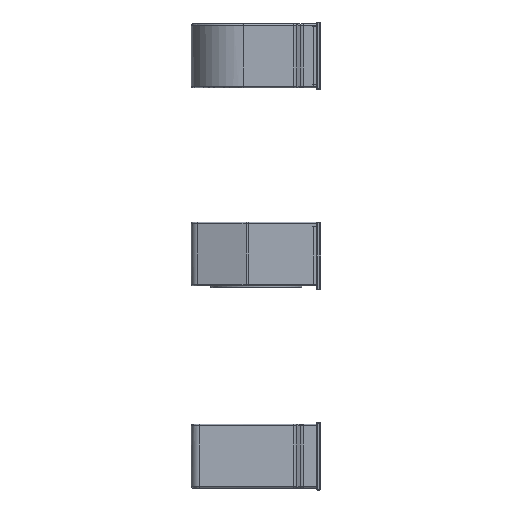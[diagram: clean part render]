
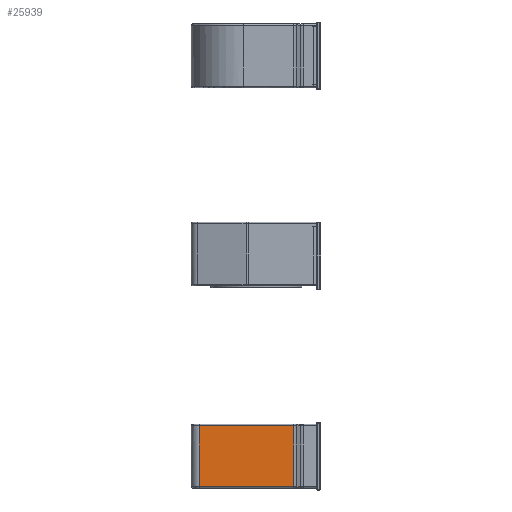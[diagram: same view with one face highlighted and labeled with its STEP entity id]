
A CAD part, left-side view. The second image highlights one B-rep face of the part: STEP entity #25939.
In plain terms, the highlighted free-form (B-spline) face has degree [1, 1] with [2, 2] control points.
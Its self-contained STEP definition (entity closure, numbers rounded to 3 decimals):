
#25939 = ADVANCED_FACE('',(#25940),#25970,.T.);
#25940 = FACE_BOUND('',#25941,.T.);
#25941 = EDGE_LOOP('',(#25942,#25951,#25958,#25965));
#25942 = ORIENTED_EDGE('',*,*,#25943,.T.);
#25943 = EDGE_CURVE('',#25944,#25946,#25948,.T.);
#25944 = VERTEX_POINT('',#25945);
#25945 = CARTESIAN_POINT('',(-37.888,87.434,
    22.344));
#25946 = VERTEX_POINT('',#25947);
#25947 = CARTESIAN_POINT('',(-37.888,18.124,
    22.344));
#25948 = B_SPLINE_CURVE_WITH_KNOTS('',1,(#25949,#25950),.UNSPECIFIED.,
  .F.,.F.,(2,2),(0.,71.345),.PIECEWISE_BEZIER_KNOTS.);
#25949 = CARTESIAN_POINT('',(-37.888,87.434,
    22.344));
#25950 = CARTESIAN_POINT('',(-37.888,18.124,
    22.344));
#25951 = ORIENTED_EDGE('',*,*,#25952,.T.);
#25952 = EDGE_CURVE('',#25946,#25953,#25955,.T.);
#25953 = VERTEX_POINT('',#25954);
#25954 = CARTESIAN_POINT('',(-37.888,18.124,
    -22.344));
#25955 = B_SPLINE_CURVE_WITH_KNOTS('',1,(#25956,#25957),.UNSPECIFIED.,
  .F.,.F.,(2,2),(0.,46.),.PIECEWISE_BEZIER_KNOTS.);
#25956 = CARTESIAN_POINT('',(-37.888,18.124,
    22.344));
#25957 = CARTESIAN_POINT('',(-37.888,18.124,
    -22.344));
#25958 = ORIENTED_EDGE('',*,*,#25959,.T.);
#25959 = EDGE_CURVE('',#25953,#25960,#25962,.T.);
#25960 = VERTEX_POINT('',#25961);
#25961 = CARTESIAN_POINT('',(-37.888,87.434,
    -22.344));
#25962 = B_SPLINE_CURVE_WITH_KNOTS('',1,(#25963,#25964),.UNSPECIFIED.,
  .F.,.F.,(2,2),(0.,71.345),.PIECEWISE_BEZIER_KNOTS.);
#25963 = CARTESIAN_POINT('',(-37.888,18.124,
    -22.344));
#25964 = CARTESIAN_POINT('',(-37.888,87.434,
    -22.344));
#25965 = ORIENTED_EDGE('',*,*,#25966,.T.);
#25966 = EDGE_CURVE('',#25960,#25944,#25967,.T.);
#25967 = B_SPLINE_CURVE_WITH_KNOTS('',1,(#25968,#25969),.UNSPECIFIED.,
  .F.,.F.,(2,2),(0.,46.),.PIECEWISE_BEZIER_KNOTS.);
#25968 = CARTESIAN_POINT('',(-37.888,87.434,
    -22.344));
#25969 = CARTESIAN_POINT('',(-37.888,87.434,
    22.344));
#25970 = B_SPLINE_SURFACE_WITH_KNOTS('',1,1,(
    (#25971,#25972)
    ,(#25973,#25974
    )),.UNSPECIFIED.,.F.,.F.,.F.,(2,2),(2,2),(0.,1.),(0.,1.),
  .PIECEWISE_BEZIER_KNOTS.);
#25971 = CARTESIAN_POINT('',(-37.888,18.124,
    -22.344));
#25972 = CARTESIAN_POINT('',(-37.888,18.124,
    22.344));
#25973 = CARTESIAN_POINT('',(-37.888,87.434,
    -22.344));
#25974 = CARTESIAN_POINT('',(-37.888,87.434,
    22.344));
